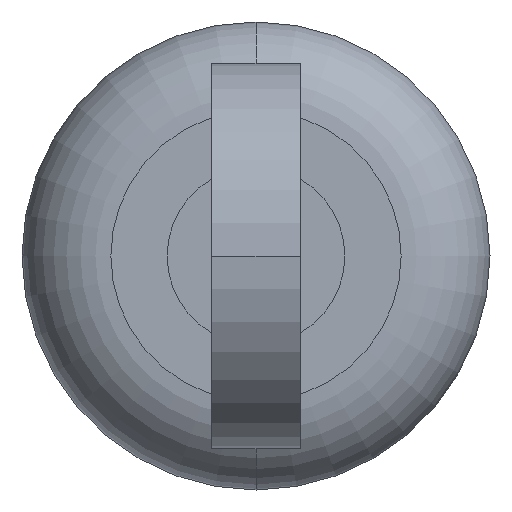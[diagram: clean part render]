
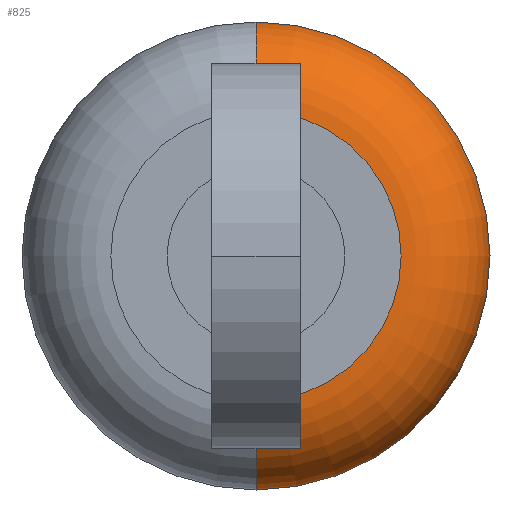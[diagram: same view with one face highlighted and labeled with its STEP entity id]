
A CAD part, front view. The second image highlights one B-rep face of the part: STEP entity #825.
In plain terms, the highlighted toroidal (fillet/blend) face has major radius 4.9 mm and minor radius 3 mm.
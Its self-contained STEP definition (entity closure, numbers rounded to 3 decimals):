
#12 = ORIENTED_EDGE ( 'NONE', *, *, #928, .T. ) ;
#37 = AXIS2_PLACEMENT_3D ( 'NONE', #101, #632, #1088 ) ;
#41 = EDGE_CURVE ( 'NONE', #610, #648, #416, .T. ) ;
#45 = VERTEX_POINT ( 'NONE', #569 ) ;
#101 = CARTESIAN_POINT ( 'NONE',  ( 0., -47., 4.9 ) ) ;
#121 = CARTESIAN_POINT ( 'NONE',  ( 0., -47., -7.9 ) ) ;
#146 = CARTESIAN_POINT ( 'NONE',  ( 0., -50., 4.9 ) ) ;
#151 = EDGE_CURVE ( 'NONE', #45, #974, #999, .T. ) ;
#195 = DIRECTION ( 'NONE',  ( 0., 1., 0. ) ) ;
#288 = AXIS2_PLACEMENT_3D ( 'NONE', #805, #195, #549 ) ;
#292 = DIRECTION ( 'NONE',  ( 0., 1., 0. ) ) ;
#389 = CARTESIAN_POINT ( 'NONE',  ( 0., -47., -4.9 ) ) ;
#407 = DIRECTION ( 'NONE',  ( 0., 0., 1. ) ) ;
#416 = CIRCLE ( 'NONE', #37, 3. ) ;
#447 = EDGE_CURVE ( 'NONE', #648, #974, #779, .T. ) ;
#455 = CARTESIAN_POINT ( 'NONE',  ( 0., -47., 0. ) ) ;
#488 = DIRECTION ( 'NONE',  ( 0., 1., 0. ) ) ;
#521 = CARTESIAN_POINT ( 'NONE',  ( 0., -47., 7.9 ) ) ;
#539 = EDGE_LOOP ( 'NONE', ( #12, #683, #872, #745 ) ) ;
#549 = DIRECTION ( 'NONE',  ( 0., 0., 1. ) ) ;
#561 = AXIS2_PLACEMENT_3D ( 'NONE', #455, #292, #1065 ) ;
#569 = CARTESIAN_POINT ( 'NONE',  ( 0., -50., -4.9 ) ) ;
#581 = CARTESIAN_POINT ( 'NONE',  ( 0., -50., 0. ) ) ;
#610 = VERTEX_POINT ( 'NONE', #146 ) ;
#632 = DIRECTION ( 'NONE',  ( -1., 0., 0. ) ) ;
#648 = VERTEX_POINT ( 'NONE', #521 ) ;
#683 = ORIENTED_EDGE ( 'NONE', *, *, #151, .T. ) ;
#743 = DIRECTION ( 'NONE',  ( 0., 0., -1. ) ) ;
#745 = ORIENTED_EDGE ( 'NONE', *, *, #41, .F. ) ;
#766 = AXIS2_PLACEMENT_3D ( 'NONE', #581, #488, #407 ) ;
#779 = CIRCLE ( 'NONE', #288, 7.9 ) ;
#799 = TOROIDAL_SURFACE ( 'NONE', #561, 4.9, 3. ) ;
#805 = CARTESIAN_POINT ( 'NONE',  ( 0., -47., 0. ) ) ;
#825 = ADVANCED_FACE ( 'NONE', ( #1084 ), #799, .T. ) ;
#872 = ORIENTED_EDGE ( 'NONE', *, *, #447, .F. ) ;
#925 = AXIS2_PLACEMENT_3D ( 'NONE', #389, #1083, #743 ) ;
#928 = EDGE_CURVE ( 'NONE', #610, #45, #947, .T. ) ;
#947 = CIRCLE ( 'NONE', #766, 4.9 ) ;
#974 = VERTEX_POINT ( 'NONE', #121 ) ;
#999 = CIRCLE ( 'NONE', #925, 3. ) ;
#1065 = DIRECTION ( 'NONE',  ( 0., 0., 1. ) ) ;
#1083 = DIRECTION ( 'NONE',  ( 1., 0., 0. ) ) ;
#1084 = FACE_OUTER_BOUND ( 'NONE', #539, .T. ) ;
#1088 = DIRECTION ( 'NONE',  ( 0., 0., 1. ) ) ;
